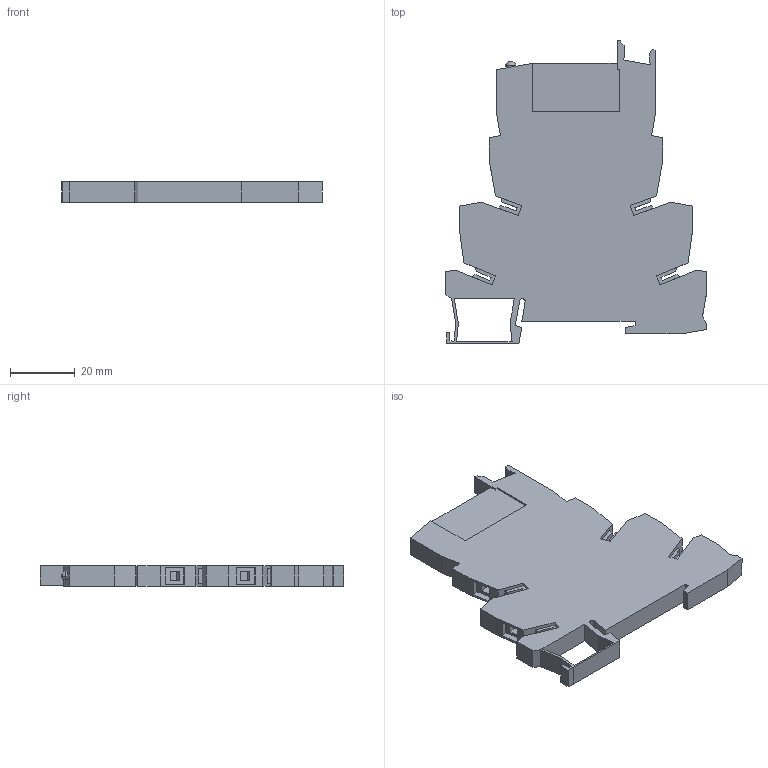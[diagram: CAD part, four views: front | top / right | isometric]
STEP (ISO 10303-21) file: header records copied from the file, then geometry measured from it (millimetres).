
FILE_DESCRIPTION (( 'STEP AP214' ), '1' );
FILE_NAME ('ORM-41F-1_Èíòåðô. ðåëå ORM 1. 1NO+1NC. 24Â DC.STEP', '2019-03-01T07:25:25', ( '' ), ( '' ), 'SwSTEP 2.0', 'SolidWorks 2014', '' );
FILE_SCHEMA (( 'AUTOMOTIVE_DESIGN' ));
Length unit declared in the file: millimetre
Products named in the file (2): ORM-41F-1_Èíòåðô. ðåëå ORM 1. 1NO+1NC. 24Â DC
Bounding box: 80.5 x 93.75 x 6.35 mm (x, y, z)
Volume: 29635.2 mm3; surface area: 13523.3 mm2
Topology: 1 solids, 1 shells, 180 faces, 495 edges, 328 vertices
Faces by surface type: plane 172, cylinder 6, torus 2
Entity records: 5658 total; most frequent: CARTESIAN_POINT 1011, ORIENTED_EDGE 990, DIRECTION 871, EDGE_CURVE 495, LINE 479, VECTOR 479, VERTEX_POINT 328, AXIS2_PLACEMENT_3D 196
